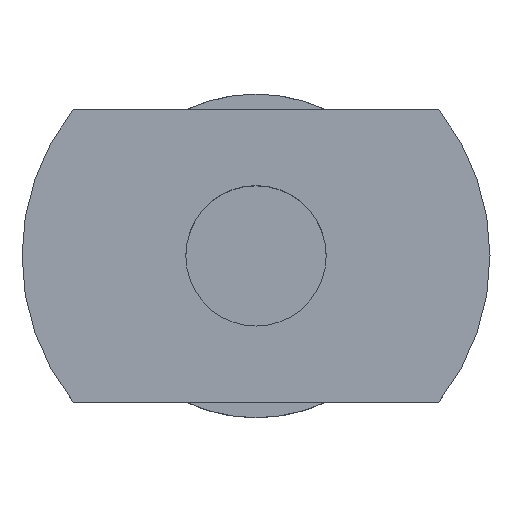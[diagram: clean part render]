
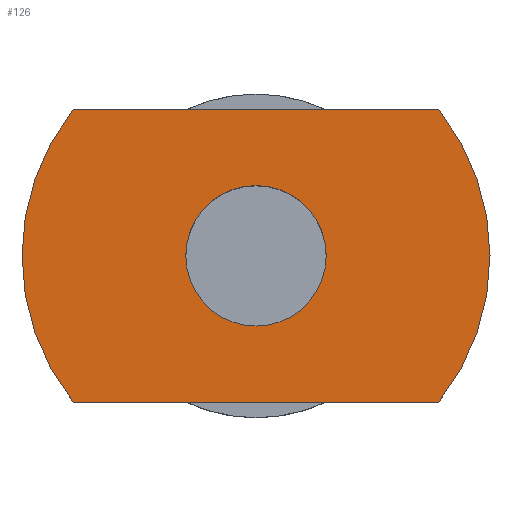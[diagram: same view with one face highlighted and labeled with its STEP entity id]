
A CAD part, top view. The second image highlights one B-rep face of the part: STEP entity #126.
In plain terms, the highlighted planar face has unit normal (0, 0, 1).
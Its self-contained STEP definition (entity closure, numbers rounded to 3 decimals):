
#5 = VERTEX_POINT ( 'NONE', #506 ) ;
#13 = DIRECTION ( 'NONE',  ( 1., 0., 0. ) ) ;
#21 = DIRECTION ( 'NONE',  ( -1., 0., 0. ) ) ;
#31 = CARTESIAN_POINT ( 'NONE',  ( 0., 0., 5.4 ) ) ;
#37 = EDGE_CURVE ( 'NONE', #245, #55, #70, .T. ) ;
#47 = CARTESIAN_POINT ( 'NONE',  ( 4.684, 3.75, 5.4 ) ) ;
#49 = EDGE_LOOP ( 'NONE', ( #453, #135 ) ) ;
#52 = DIRECTION ( 'NONE',  ( 1., 0., 0. ) ) ;
#55 = VERTEX_POINT ( 'NONE', #371 ) ;
#56 = DIRECTION ( 'NONE',  ( 1., 0., 0. ) ) ;
#68 = CARTESIAN_POINT ( 'NONE',  ( 4.684, -3.75, 5.4 ) ) ;
#70 = CIRCLE ( 'NONE', #547, 6. ) ;
#91 = DIRECTION ( 'NONE',  ( 1., 0., 0. ) ) ;
#98 = EDGE_CURVE ( 'NONE', #5, #404, #235, .T. ) ;
#99 = CARTESIAN_POINT ( 'NONE',  ( 0., 0., 5.4 ) ) ;
#100 = LINE ( 'NONE', #317, #265 ) ;
#106 = DIRECTION ( 'NONE',  ( 0., 0., 1. ) ) ;
#126 = ADVANCED_FACE ( 'NONE', ( #333, #205 ), #431, .T. ) ;
#135 = ORIENTED_EDGE ( 'NONE', *, *, #392, .F. ) ;
#146 = ORIENTED_EDGE ( 'NONE', *, *, #37, .T. ) ;
#164 = DIRECTION ( 'NONE',  ( 1., 0., 0. ) ) ;
#170 = AXIS2_PLACEMENT_3D ( 'NONE', #325, #452, #91 ) ;
#187 = VERTEX_POINT ( 'NONE', #68 ) ;
#204 = CARTESIAN_POINT ( 'NONE',  ( 6.5, 3.75, 5.4 ) ) ;
#205 = FACE_OUTER_BOUND ( 'NONE', #374, .T. ) ;
#227 = ORIENTED_EDGE ( 'NONE', *, *, #406, .T. ) ;
#230 = ORIENTED_EDGE ( 'NONE', *, *, #542, .T. ) ;
#232 = DIRECTION ( 'NONE',  ( 0., 0., 1. ) ) ;
#235 = CIRCLE ( 'NONE', #170, 1.8 ) ;
#245 = VERTEX_POINT ( 'NONE', #401 ) ;
#246 = DIRECTION ( 'NONE',  ( 1., 0., 0. ) ) ;
#257 = DIRECTION ( 'NONE',  ( 1., 0., 0. ) ) ;
#265 = VECTOR ( 'NONE', #13, 1000. ) ;
#283 = AXIS2_PLACEMENT_3D ( 'NONE', #31, #434, #257 ) ;
#284 = VECTOR ( 'NONE', #21, 1000. ) ;
#304 = CIRCLE ( 'NONE', #466, 6. ) ;
#316 = CIRCLE ( 'NONE', #346, 6. ) ;
#317 = CARTESIAN_POINT ( 'NONE',  ( 6.5, -3.75, 5.4 ) ) ;
#323 = CARTESIAN_POINT ( 'NONE',  ( -1.8, 0., 5.4 ) ) ;
#325 = CARTESIAN_POINT ( 'NONE',  ( 0., 0., 5.4 ) ) ;
#327 = CARTESIAN_POINT ( 'NONE',  ( 0., 0., 5.4 ) ) ;
#333 = FACE_BOUND ( 'NONE', #49, .T. ) ;
#336 = LINE ( 'NONE', #204, #284 ) ;
#346 = AXIS2_PLACEMENT_3D ( 'NONE', #517, #471, #246 ) ;
#371 = CARTESIAN_POINT ( 'NONE',  ( -4.684, -3.75, 5.4 ) ) ;
#374 = EDGE_LOOP ( 'NONE', ( #230, #516, #424, #146, #227 ) ) ;
#392 = EDGE_CURVE ( 'NONE', #404, #5, #398, .T. ) ;
#398 = CIRCLE ( 'NONE', #484, 1.8 ) ;
#401 = CARTESIAN_POINT ( 'NONE',  ( -6., 0., 5.4 ) ) ;
#404 = VERTEX_POINT ( 'NONE', #323 ) ;
#406 = EDGE_CURVE ( 'NONE', #55, #187, #100, .T. ) ;
#407 = DIRECTION ( 'NONE',  ( 0., 0., 1. ) ) ;
#410 = CARTESIAN_POINT ( 'NONE',  ( -4.684, 3.75, 5.4 ) ) ;
#412 = VERTEX_POINT ( 'NONE', #410 ) ;
#424 = ORIENTED_EDGE ( 'NONE', *, *, #583, .T. ) ;
#431 = PLANE ( 'NONE',  #283 ) ;
#434 = DIRECTION ( 'NONE',  ( 0., 0., 1. ) ) ;
#452 = DIRECTION ( 'NONE',  ( 0., 0., 1. ) ) ;
#453 = ORIENTED_EDGE ( 'NONE', *, *, #98, .F. ) ;
#457 = VERTEX_POINT ( 'NONE', #47 ) ;
#466 = AXIS2_PLACEMENT_3D ( 'NONE', #327, #106, #164 ) ;
#471 = DIRECTION ( 'NONE',  ( 0., 0., 1. ) ) ;
#484 = AXIS2_PLACEMENT_3D ( 'NONE', #496, #407, #56 ) ;
#496 = CARTESIAN_POINT ( 'NONE',  ( 0., 0., 5.4 ) ) ;
#501 = EDGE_CURVE ( 'NONE', #457, #412, #336, .T. ) ;
#506 = CARTESIAN_POINT ( 'NONE',  ( 1.8, 0., 5.4 ) ) ;
#516 = ORIENTED_EDGE ( 'NONE', *, *, #501, .T. ) ;
#517 = CARTESIAN_POINT ( 'NONE',  ( 0., 0., 5.4 ) ) ;
#542 = EDGE_CURVE ( 'NONE', #187, #457, #304, .T. ) ;
#547 = AXIS2_PLACEMENT_3D ( 'NONE', #99, #232, #52 ) ;
#583 = EDGE_CURVE ( 'NONE', #412, #245, #316, .T. ) ;
